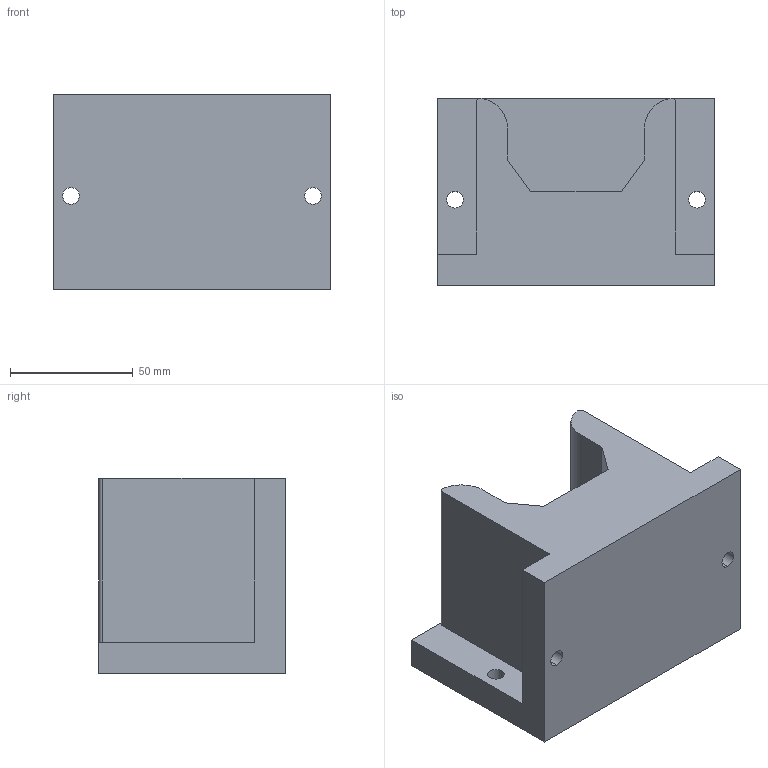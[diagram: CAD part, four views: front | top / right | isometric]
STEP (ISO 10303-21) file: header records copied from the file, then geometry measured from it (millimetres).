
FILE_DESCRIPTION (( 'STEP AP203' ), '1' );
FILE_NAME ('1026.STEP', '2010-08-19T17:42:27', ( '' ), ( '' ), 'SwSTEP 2.0', 'SolidWorks 2010', '' );
FILE_SCHEMA (( 'CONFIG_CONTROL_DESIGN' ));
Length unit declared in the file: inch
Products named in the file (1): 1026
Bounding box: 112.71 x 76.2 x 79.38 mm (x, y, z)
Volume: 382289.6 mm3; surface area: 53603.1 mm2
Topology: 1 solids, 1 shells, 125 faces, 336 edges, 224 vertices
Faces by surface type: plane 59, bspline 52, cylinder 14
Entity records: 8579 total; most frequent: CARTESIAN_POINT 5684, ORIENTED_EDGE 672, DIRECTION 404, EDGE_CURVE 336, VERTEX_POINT 224, VECTOR 204, LINE 204, EDGE_LOOP 144
